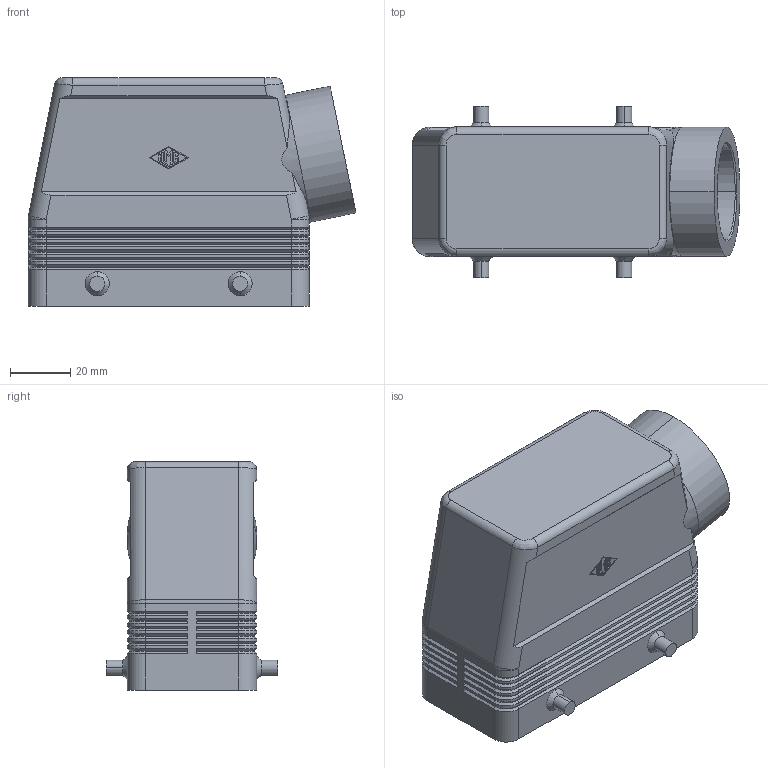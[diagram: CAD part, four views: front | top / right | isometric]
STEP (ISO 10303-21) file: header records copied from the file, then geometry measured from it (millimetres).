
FILE_DESCRIPTION(('Creo Elements/Direct Modeling STEP Export'),'2;1');
FILE_NAME('0ln7uvk49b8429j2268','2017-02-22T16:16:18',(''),(''),'PTC Creo Elements/Direct Modeling STEP processor for AP214 (Solid Model)','PTC Creo Elements/Direct Modeling 19.0E 27-Jun-2016 (C) Parametric Technology GmbH','');
FILE_SCHEMA(('AUTOMOTIVE_DESIGN { 1 0 10303 214 1 1 1 1 }'));
Length unit declared in the file: millimetre
Products named in the file (1): MAOE_16.32
Bounding box: 108.99 x 57 x 76 mm (x, y, z)
Volume: 79912.8 mm3; surface area: 47426.5 mm2
Topology: 1 solids, 1 shells, 427 faces, 1017 edges, 602 vertices
Faces by surface type: plane 228, cylinder 119, cone 70, sphere 4, bspline 4, torus 2
Entity records: 15873 total; most frequent: CARTESIAN_POINT 2727, ORIENTED_EDGE 2018, DIRECTION 2013, EDGE_CURVE 1009, VECTOR 705, LINE 705, AXIS2_PLACEMENT_3D 654, VERTEX_POINT 602
